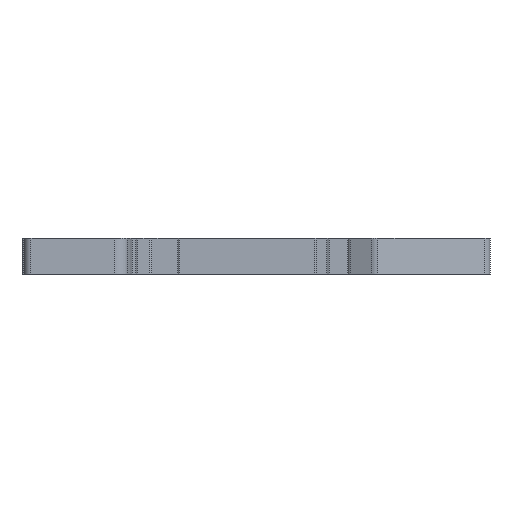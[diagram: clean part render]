
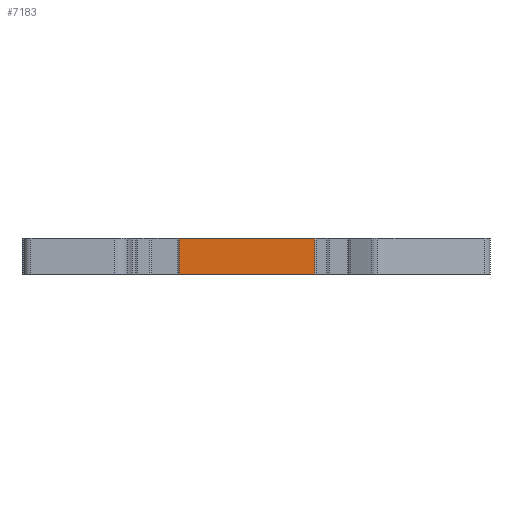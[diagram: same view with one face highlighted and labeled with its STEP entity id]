
A CAD part, front view. The second image highlights one B-rep face of the part: STEP entity #7183.
In plain terms, the highlighted planar face has unit normal (0, -1, 0).
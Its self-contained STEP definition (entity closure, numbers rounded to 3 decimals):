
#1661=DIRECTION('',(-1.,0.,0.));
#1662=VECTOR('',#1661,19.6);
#1663=CARTESIAN_POINT('',(12.35,0.647,2.6));
#1664=LINE('',#1663,#1662);
#2571=DIRECTION('',(0.,0.,-1.));
#2572=VECTOR('',#2571,5.2);
#2573=CARTESIAN_POINT('',(-7.25,0.647,2.6));
#2574=LINE('',#2573,#2572);
#2575=DIRECTION('',(-1.,0.,0.));
#2576=VECTOR('',#2575,19.6);
#2577=CARTESIAN_POINT('',(12.35,0.647,-2.6));
#2578=LINE('',#2577,#2576);
#2579=DIRECTION('',(0.,0.,-1.));
#2580=VECTOR('',#2579,5.2);
#2581=CARTESIAN_POINT('',(12.35,0.647,2.6));
#2582=LINE('',#2581,#2580);
#4023=CARTESIAN_POINT('',(-7.25,0.647,-2.6));
#4024=VERTEX_POINT('',#4023);
#4025=CARTESIAN_POINT('',(12.35,0.647,-2.6));
#4026=VERTEX_POINT('',#4025);
#4625=CARTESIAN_POINT('',(12.35,0.647,2.6));
#4626=VERTEX_POINT('',#4625);
#4627=CARTESIAN_POINT('',(-7.25,0.647,2.6));
#4628=VERTEX_POINT('',#4627);
#7171=CARTESIAN_POINT('',(-7.25,0.647,-2.6));
#7172=DIRECTION('',(0.,-1.,0.));
#7173=DIRECTION('',(1.,0.,0.));
#7174=AXIS2_PLACEMENT_3D('',#7171,#7172,#7173);
#7175=PLANE('',#7174);
#7176=ORIENTED_EDGE('',*,*,#5238,.T.);
#7177=ORIENTED_EDGE('',*,*,#7166,.F.);
#7178=ORIENTED_EDGE('',*,*,#5898,.F.);
#7180=ORIENTED_EDGE('',*,*,#7179,.T.);
#7181=EDGE_LOOP('',(#7176,#7177,#7178,#7180));
#7182=FACE_OUTER_BOUND('',#7181,.F.);
#5238=EDGE_CURVE('',#4026,#4024,#2578,.T.);
#5898=EDGE_CURVE('',#4626,#4628,#1664,.T.);
#7166=EDGE_CURVE('',#4628,#4024,#2574,.T.);
#7179=EDGE_CURVE('',#4626,#4026,#2582,.T.);
#7183=ADVANCED_FACE('',(#7182),#7175,.T.);
